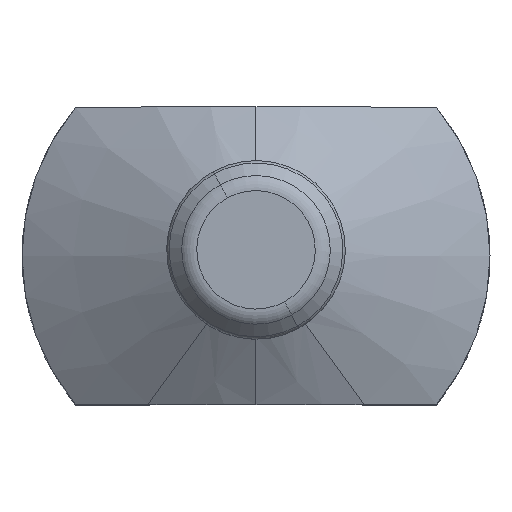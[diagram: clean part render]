
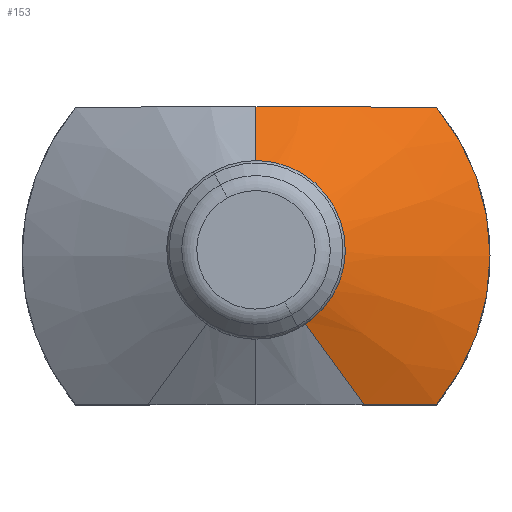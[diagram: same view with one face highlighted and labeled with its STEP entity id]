
A CAD part, top view. The second image highlights one B-rep face of the part: STEP entity #153.
In plain terms, the highlighted conical face has half-angle 60 degrees and reference radius 1.732 mm.
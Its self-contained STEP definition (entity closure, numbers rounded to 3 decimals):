
#153=ADVANCED_FACE('PartBody',(#473),#474,.T.);
#473=FACE_OUTER_BOUND('',#953,.T.);
#474=CONICAL_SURFACE('',#954,1.732,1.047);
#953=EDGE_LOOP('',(#1914,#1915,#1916,#1917,#1918,#1919));
#954=AXIS2_PLACEMENT_3D('',#1920,#1921,#1922);
#1914=ORIENTED_EDGE('',*,*,#3418,.F.);
#1915=ORIENTED_EDGE('',*,*,#3419,.T.);
#1916=ORIENTED_EDGE('',*,*,#3420,.T.);
#1917=ORIENTED_EDGE('',*,*,#3421,.F.);
#1918=ORIENTED_EDGE('',*,*,#3422,.T.);
#1919=ORIENTED_EDGE('',*,*,#3423,.F.);
#1920=CARTESIAN_POINT('',(0.,0.,-25.211));
#1921=DIRECTION('',(0.,0.,-1.0));
#1922=DIRECTION('',(-0.588,0.809,0.));
#3418=EDGE_CURVE('',#4162,#4163,#4164,.T.);
#3419=EDGE_CURVE('',#4162,#4165,#4166,.T.);
#3420=EDGE_CURVE('',#4165,#4167,#4168,.F.);
#3421=EDGE_CURVE('',#4169,#4167,#4170,.T.);
#3422=EDGE_CURVE('',#4169,#4171,#4172,.F.);
#3423=EDGE_CURVE('',#4163,#4171,#4173,.F.);
#4162=VERTEX_POINT('',#5410);
#4163=VERTEX_POINT('',#5411);
#4164=LINE('',#5412,#5413);
#4165=VERTEX_POINT('',#5414);
#4166=B_SPLINE_CURVE_WITH_KNOTS('',5,(#5415,#5416,#5417,#5418,#5419,#5420,#5421,#5422,#5423,#5424,#5425,#5426,#5427,#5428,#5429),.UNSPECIFIED.,.F.,.F.,(6,3,3,3,6),(0.0,30.55,56.767,84.254,88.304),.UNSPECIFIED.);
#4167=VERTEX_POINT('',#5430);
#4168=CIRCLE('',#5431,5.5);
#4169=VERTEX_POINT('',#5432);
#4170=B_SPLINE_CURVE_WITH_KNOTS('',5,(#5433,#5434,#5435,#5436,#5437,#5438,#5439,#5440,#5441,#5442,#5443,#5444,#5445,#5446,#5447),.UNSPECIFIED.,.F.,.F.,(6,3,3,3,6),(0.0,30.55,56.767,84.254,88.304),.UNSPECIFIED.);
#4171=VERTEX_POINT('',#5448);
#4172=LINE('',#5449,#5450);
#4173=CIRCLE('',#5451,1.9);
#5410=CARTESIAN_POINT('',(2.543,-3.5,-26.709));
#5411=CARTESIAN_POINT('',(1.117,-1.537,-25.308));
#5412=CARTESIAN_POINT('',(1.018,-1.401,-25.211));
#5413=VECTOR('',#7597,1.0);
#5414=CARTESIAN_POINT('',(4.243,-3.5,-27.387));
#5415=CARTESIAN_POINT('',(0.,-3.5,-26.232));
#5416=CARTESIAN_POINT('',(0.214,-3.5,-26.232));
#5417=CARTESIAN_POINT('',(0.427,-3.5,-26.242));
#5418=CARTESIAN_POINT('',(0.644,-3.5,-26.26));
#5419=CARTESIAN_POINT('',(1.06,-3.5,-26.314));
#5420=CARTESIAN_POINT('',(1.514,-3.5,-26.409));
#5421=CARTESIAN_POINT('',(1.735,-3.5,-26.462));
#5422=CARTESIAN_POINT('',(2.219,-3.5,-26.595));
#5423=CARTESIAN_POINT('',(2.792,-3.5,-26.791));
#5424=CARTESIAN_POINT('',(3.115,-3.5,-26.911));
#5425=CARTESIAN_POINT('',(3.535,-3.5,-27.078));
#5426=CARTESIAN_POINT('',(4.039,-3.5,-27.297));
#5427=CARTESIAN_POINT('',(4.105,-3.5,-27.326));
#5428=CARTESIAN_POINT('',(4.173,-3.5,-27.356));
#5429=CARTESIAN_POINT('',(4.243,-3.5,-27.387));
#5430=CARTESIAN_POINT('',(4.243,3.5,-27.387));
#5431=AXIS2_PLACEMENT_3D('',#7598,#7599,#7600);
#5432=CARTESIAN_POINT('',(0.,3.5,-26.232));
#5433=CARTESIAN_POINT('',(0.,3.5,-26.232));
#5434=CARTESIAN_POINT('',(0.214,3.5,-26.232));
#5435=CARTESIAN_POINT('',(0.427,3.5,-26.242));
#5436=CARTESIAN_POINT('',(0.644,3.5,-26.26));
#5437=CARTESIAN_POINT('',(1.06,3.5,-26.314));
#5438=CARTESIAN_POINT('',(1.514,3.5,-26.409));
#5439=CARTESIAN_POINT('',(1.735,3.5,-26.462));
#5440=CARTESIAN_POINT('',(2.219,3.5,-26.595));
#5441=CARTESIAN_POINT('',(2.792,3.5,-26.791));
#5442=CARTESIAN_POINT('',(3.115,3.5,-26.911));
#5443=CARTESIAN_POINT('',(3.535,3.5,-27.078));
#5444=CARTESIAN_POINT('',(4.039,3.5,-27.297));
#5445=CARTESIAN_POINT('',(4.105,3.5,-27.326));
#5446=CARTESIAN_POINT('',(4.173,3.5,-27.356));
#5447=CARTESIAN_POINT('',(4.243,3.5,-27.387));
#5448=CARTESIAN_POINT('',(0.,1.9,-25.308));
#5449=CARTESIAN_POINT('',(0.,3.7,-26.348));
#5450=VECTOR('',#7601,1.);
#5451=AXIS2_PLACEMENT_3D('',#7602,#7603,#7604);
#7597=DIRECTION('',(-0.509,0.701,0.5));
#7598=CARTESIAN_POINT('',(0.,0.,-27.387));
#7599=DIRECTION('',(0.,0.,-1.0));
#7600=DIRECTION('',(1.0,0.,0.));
#7601=DIRECTION('',(0.,0.866,-0.5));
#7602=CARTESIAN_POINT('',(0.0,0.0,-25.308));
#7603=DIRECTION('',(0.0,0.0,-1.0));
#7604=DIRECTION('',(1.0,0.0,0.0));
